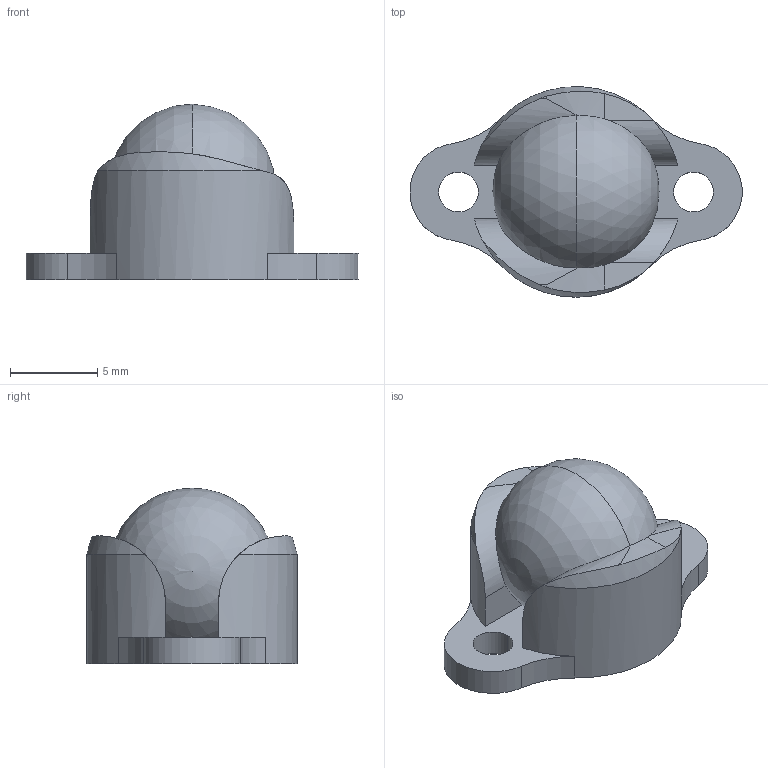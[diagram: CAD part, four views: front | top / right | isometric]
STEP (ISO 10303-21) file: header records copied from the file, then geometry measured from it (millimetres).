
FILE_DESCRIPTION (( 'STEP AP214' ), '1' );
FILE_NAME ('pololu-ball-caster-with-0-375in-ball.step', '2019-02-08T22:33:29', ( '' ), ( '' ), 'SwSTEP 2.0', 'SolidWorks 2016', '' );
FILE_SCHEMA (( 'AUTOMOTIVE_DESIGN' ));
Length unit declared in the file: millimetre
Products named in the file (1): pololu-ball-caster-with-0-375in-ball
Bounding box: 19.03 x 12.06 x 10.07 mm (x, y, z)
Volume: 853 mm3; surface area: 684.3 mm2
Topology: 1 solids, 1 shells, 392 faces, 1070 edges, 715 vertices
Faces by surface type: plane 206, bspline 160, cylinder 20, sphere 4, cone 2
Entity records: 22208 total; most frequent: CARTESIAN_POINT 9055, ORIENTED_EDGE 2128, DIRECTION 1235, EDGE_CURVE 1064, VERTEX_POINT 711, LINE 673, VECTOR 673, EDGE_LOOP 433
